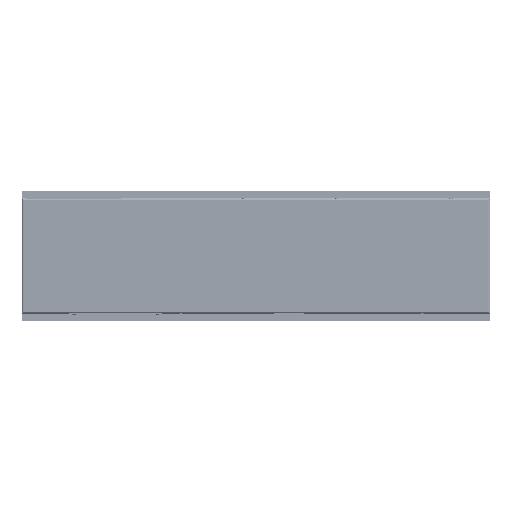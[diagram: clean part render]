
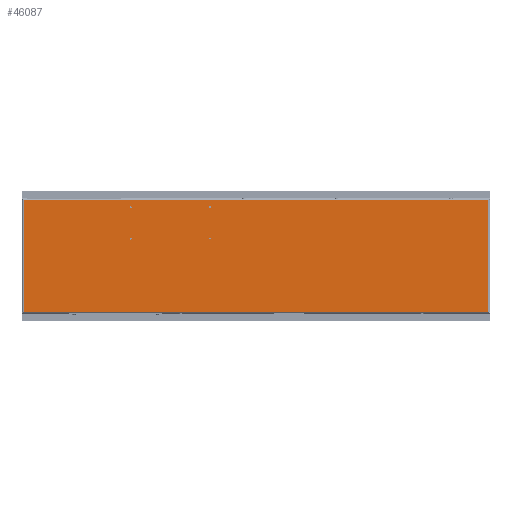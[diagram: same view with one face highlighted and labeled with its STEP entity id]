
A CAD part, front view. The second image highlights one B-rep face of the part: STEP entity #46087.
In plain terms, the highlighted planar face has unit normal (0, -1, 0).
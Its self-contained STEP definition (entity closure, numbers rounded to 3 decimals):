
#3118 = CARTESIAN_POINT ( 'NONE',  ( -88.5, -160., 31.5 ) ) ;
#12504 = CARTESIAN_POINT ( 'NONE',  ( 0., -160., 0. ) ) ;
#13621 = ORIENTED_EDGE ( 'NONE', *, *, #16467, .F. ) ;
#16467 = EDGE_CURVE ( 'NONE', #62414, #62414, #81269, .T. ) ;
#16713 = VECTOR ( 'NONE', #115923, 1000. ) ;
#22832 = EDGE_CURVE ( 'NONE', #71345, #131696, #125099, .T. ) ;
#24399 = FACE_OUTER_BOUND ( 'NONE', #138033, .T. ) ;
#24930 = VERTEX_POINT ( 'NONE', #50544 ) ;
#25668 = DIRECTION ( 'NONE',  ( 0., 0., -1. ) ) ;
#29201 = CARTESIAN_POINT ( 'NONE',  ( -240.5, -160., 91.5 ) ) ;
#31454 = CARTESIAN_POINT ( 'NONE',  ( -446.9, -160., -106.9 ) ) ;
#34108 = VERTEX_POINT ( 'NONE', #145680 ) ;
#37636 = CARTESIAN_POINT ( 'NONE',  ( -446.9, -160., 106.9 ) ) ;
#38995 = FACE_BOUND ( 'NONE', #72761, .T. ) ;
#39719 = VECTOR ( 'NONE', #44626, 1000. ) ;
#41698 = FACE_BOUND ( 'NONE', #60429, .T. ) ;
#42642 = VECTOR ( 'NONE', #138807, 1000. ) ;
#43581 = CIRCLE ( 'NONE', #145749, 2. ) ;
#44494 = EDGE_CURVE ( 'NONE', #78059, #129551, #80336, .T. ) ;
#44626 = DIRECTION ( 'NONE',  ( 0., 0., -1. ) ) ;
#45855 = EDGE_CURVE ( 'NONE', #78059, #71345, #114111, .T. ) ;
#45908 = AXIS2_PLACEMENT_3D ( 'NONE', #12504, #95631, #179814 ) ;
#46087 = ADVANCED_FACE ( 'NONE', ( #136840, #41698, #93831, #38995, #24399 ), #135925, .T. ) ;
#46209 = CARTESIAN_POINT ( 'NONE',  ( -88.5, -160., 33.5 ) ) ;
#49079 = ORIENTED_EDGE ( 'NONE', *, *, #83687, .F. ) ;
#49776 = CARTESIAN_POINT ( 'NONE',  ( 446.9, -160., 106.9 ) ) ;
#50544 = CARTESIAN_POINT ( 'NONE',  ( -88.5, -160., 91.5 ) ) ;
#50678 = ORIENTED_EDGE ( 'NONE', *, *, #91911, .F. ) ;
#53413 = DIRECTION ( 'NONE',  ( -1., 0., 0. ) ) ;
#58176 = ORIENTED_EDGE ( 'NONE', *, *, #22832, .T. ) ;
#60429 = EDGE_LOOP ( 'NONE', ( #49079 ) ) ;
#62120 = AXIS2_PLACEMENT_3D ( 'NONE', #150922, #177467, #25668 ) ;
#62337 = EDGE_CURVE ( 'NONE', #129551, #131696, #108268, .T. ) ;
#62414 = VERTEX_POINT ( 'NONE', #3118 ) ;
#71345 = VERTEX_POINT ( 'NONE', #37636 ) ;
#72761 = EDGE_LOOP ( 'NONE', ( #13621 ) ) ;
#72984 = CARTESIAN_POINT ( 'NONE',  ( 0., -160., 106.9 ) ) ;
#75146 = CIRCLE ( 'NONE', #83836, 2. ) ;
#77222 = DIRECTION ( 'NONE',  ( 0., -1., 0. ) ) ;
#78059 = VERTEX_POINT ( 'NONE', #49776 ) ;
#80336 = LINE ( 'NONE', #167137, #42642 ) ;
#81269 = CIRCLE ( 'NONE', #165971, 2. ) ;
#82494 = VECTOR ( 'NONE', #53413, 1000. ) ;
#83687 = EDGE_CURVE ( 'NONE', #34108, #34108, #75146, .T. ) ;
#83836 = AXIS2_PLACEMENT_3D ( 'NONE', #130964, #119930, #132737 ) ;
#91911 = EDGE_CURVE ( 'NONE', #24930, #24930, #161460, .T. ) ;
#93831 = FACE_BOUND ( 'NONE', #98820, .T. ) ;
#95631 = DIRECTION ( 'NONE',  ( 0., -1., 0. ) ) ;
#98820 = EDGE_LOOP ( 'NONE', ( #134457 ) ) ;
#99525 = VERTEX_POINT ( 'NONE', #29201 ) ;
#105698 = ORIENTED_EDGE ( 'NONE', *, *, #45855, .T. ) ;
#108268 = LINE ( 'NONE', #109145, #82494 ) ;
#109145 = CARTESIAN_POINT ( 'NONE',  ( 0., -160., -106.9 ) ) ;
#114111 = LINE ( 'NONE', #72984, #16713 ) ;
#115923 = DIRECTION ( 'NONE',  ( -1., 0., 0. ) ) ;
#119930 = DIRECTION ( 'NONE',  ( 0., -1., 0. ) ) ;
#125099 = LINE ( 'NONE', #180926, #39719 ) ;
#129551 = VERTEX_POINT ( 'NONE', #177702 ) ;
#130283 = DIRECTION ( 'NONE',  ( 0., 0., -1. ) ) ;
#130964 = CARTESIAN_POINT ( 'NONE',  ( -240.5, -160., 33.5 ) ) ;
#131696 = VERTEX_POINT ( 'NONE', #31454 ) ;
#132057 = ORIENTED_EDGE ( 'NONE', *, *, #44494, .F. ) ;
#132737 = DIRECTION ( 'NONE',  ( 0., 0., -1. ) ) ;
#134457 = ORIENTED_EDGE ( 'NONE', *, *, #171331, .F. ) ;
#135925 = PLANE ( 'NONE',  #45908 ) ;
#136840 = FACE_BOUND ( 'NONE', #153798, .T. ) ;
#138033 = EDGE_LOOP ( 'NONE', ( #105698, #58176, #176041, #132057 ) ) ;
#138807 = DIRECTION ( 'NONE',  ( 0., 0., -1. ) ) ;
#145680 = CARTESIAN_POINT ( 'NONE',  ( -240.5, -160., 31.5 ) ) ;
#145749 = AXIS2_PLACEMENT_3D ( 'NONE', #158683, #175105, #175997 ) ;
#150922 = CARTESIAN_POINT ( 'NONE',  ( -88.5, -160., 93.5 ) ) ;
#153798 = EDGE_LOOP ( 'NONE', ( #50678 ) ) ;
#158683 = CARTESIAN_POINT ( 'NONE',  ( -240.5, -160., 93.5 ) ) ;
#161460 = CIRCLE ( 'NONE', #62120, 2. ) ;
#165971 = AXIS2_PLACEMENT_3D ( 'NONE', #46209, #77222, #130283 ) ;
#167137 = CARTESIAN_POINT ( 'NONE',  ( 446.9, -160., 107.793 ) ) ;
#171331 = EDGE_CURVE ( 'NONE', #99525, #99525, #43581, .T. ) ;
#175105 = DIRECTION ( 'NONE',  ( 0., -1., 0. ) ) ;
#175997 = DIRECTION ( 'NONE',  ( 0., 0., -1. ) ) ;
#176041 = ORIENTED_EDGE ( 'NONE', *, *, #62337, .F. ) ;
#177467 = DIRECTION ( 'NONE',  ( 0., -1., 0. ) ) ;
#177702 = CARTESIAN_POINT ( 'NONE',  ( 446.9, -160., -106.9 ) ) ;
#179814 = DIRECTION ( 'NONE',  ( 0., 0., -1. ) ) ;
#180926 = CARTESIAN_POINT ( 'NONE',  ( -446.9, -160., 107.793 ) ) ;
